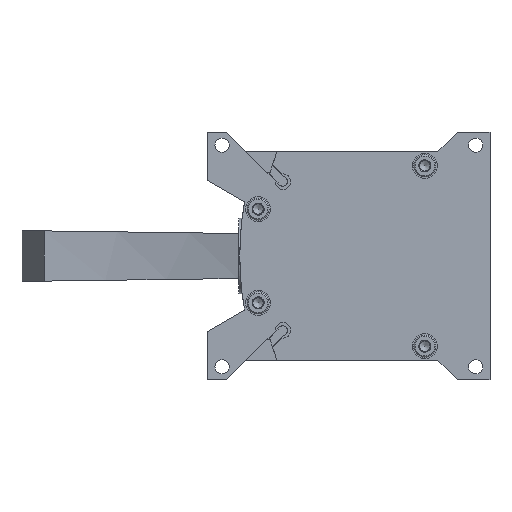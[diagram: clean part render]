
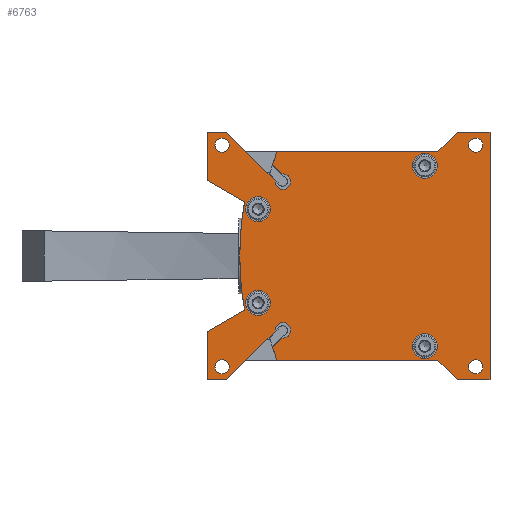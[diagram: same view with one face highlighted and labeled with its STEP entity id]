
A CAD part, front view. The second image highlights one B-rep face of the part: STEP entity #6763.
In plain terms, the highlighted planar face has unit normal (0, -1, 0).
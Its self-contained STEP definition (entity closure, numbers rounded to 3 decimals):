
#79=PLANE('',#7295);
#386=LINE('',#10261,#958);
#389=LINE('',#10267,#961);
#392=LINE('',#10273,#964);
#395=LINE('',#10279,#967);
#399=LINE('',#10291,#971);
#403=LINE('',#10303,#975);
#406=LINE('',#10309,#978);
#409=LINE('',#10315,#981);
#435=LINE('',#10389,#1007);
#438=LINE('',#10395,#1010);
#441=LINE('',#10401,#1013);
#444=LINE('',#10407,#1016);
#448=LINE('',#10419,#1020);
#452=LINE('',#10431,#1024);
#455=LINE('',#10437,#1027);
#458=LINE('',#10443,#1030);
#461=LINE('',#10449,#1033);
#958=VECTOR('',#8062,1000.);
#961=VECTOR('',#8067,1000.);
#964=VECTOR('',#8072,1000.);
#967=VECTOR('',#8077,1000.);
#971=VECTOR('',#8089,1000.);
#975=VECTOR('',#8101,1000.);
#978=VECTOR('',#8106,1000.);
#981=VECTOR('',#8111,1000.);
#1007=VECTOR('',#8161,1000.);
#1010=VECTOR('',#8166,1000.);
#1013=VECTOR('',#8171,1000.);
#1016=VECTOR('',#8176,1000.);
#1020=VECTOR('',#8188,1000.);
#1024=VECTOR('',#8200,1000.);
#1027=VECTOR('',#8205,1000.);
#1030=VECTOR('',#8210,1000.);
#1033=VECTOR('',#8215,1000.);
#1524=CIRCLE('',#7183,120.);
#1553=CIRCLE('',#7239,120.);
#1555=CIRCLE('',#7246,3.);
#1557=CIRCLE('',#7250,113.);
#1570=CIRCLE('',#7271,113.);
#1572=CIRCLE('',#7275,3.);
#1575=CIRCLE('',#7283,2.75);
#1577=CIRCLE('',#7286,2.75);
#1579=CIRCLE('',#7289,2.75);
#1581=CIRCLE('',#7292,2.75);
#1583=CIRCLE('',#7296,4.75);
#1584=CIRCLE('',#7297,4.75);
#1585=CIRCLE('',#7298,4.75);
#1586=CIRCLE('',#7299,4.75);
#2054=ORIENTED_EDGE('',*,*,#3957,.F.);
#2055=ORIENTED_EDGE('',*,*,#3958,.F.);
#2056=ORIENTED_EDGE('',*,*,#3959,.F.);
#2057=ORIENTED_EDGE('',*,*,#3960,.F.);
#2058=ORIENTED_EDGE('',*,*,#3849,.F.);
#2059=ORIENTED_EDGE('',*,*,#3788,.F.);
#2060=ORIENTED_EDGE('',*,*,#3946,.F.);
#2061=ORIENTED_EDGE('',*,*,#3943,.F.);
#2062=ORIENTED_EDGE('',*,*,#3940,.F.);
#2063=ORIENTED_EDGE('',*,*,#3937,.F.);
#2064=ORIENTED_EDGE('',*,*,#3934,.T.);
#2065=ORIENTED_EDGE('',*,*,#3931,.F.);
#2066=ORIENTED_EDGE('',*,*,#3928,.F.);
#2067=ORIENTED_EDGE('',*,*,#3925,.F.);
#2068=ORIENTED_EDGE('',*,*,#3922,.F.);
#2069=ORIENTED_EDGE('',*,*,#3919,.F.);
#2070=ORIENTED_EDGE('',*,*,#3916,.F.);
#2071=ORIENTED_EDGE('',*,*,#3879,.F.);
#2072=ORIENTED_EDGE('',*,*,#3876,.F.);
#2073=ORIENTED_EDGE('',*,*,#3873,.F.);
#2074=ORIENTED_EDGE('',*,*,#3870,.F.);
#2075=ORIENTED_EDGE('',*,*,#3867,.F.);
#2076=ORIENTED_EDGE('',*,*,#3864,.T.);
#2077=ORIENTED_EDGE('',*,*,#3861,.F.);
#2078=ORIENTED_EDGE('',*,*,#3858,.F.);
#2079=ORIENTED_EDGE('',*,*,#3855,.F.);
#2080=ORIENTED_EDGE('',*,*,#3852,.F.);
#2081=ORIENTED_EDGE('',*,*,#3955,.T.);
#2082=ORIENTED_EDGE('',*,*,#3953,.T.);
#2083=ORIENTED_EDGE('',*,*,#3951,.T.);
#2084=ORIENTED_EDGE('',*,*,#3949,.T.);
#3788=EDGE_CURVE('',#4764,#4762,#1524,.T.);
#3849=EDGE_CURVE('',#4762,#4800,#1553,.T.);
#3852=EDGE_CURVE('',#4800,#4802,#386,.T.);
#3855=EDGE_CURVE('',#4802,#4804,#389,.T.);
#3858=EDGE_CURVE('',#4804,#4806,#392,.T.);
#3861=EDGE_CURVE('',#4806,#4808,#395,.T.);
#3864=EDGE_CURVE('',#4810,#4808,#1555,.T.);
#3867=EDGE_CURVE('',#4810,#4812,#399,.T.);
#3870=EDGE_CURVE('',#4812,#4814,#1557,.T.);
#3873=EDGE_CURVE('',#4814,#4816,#403,.T.);
#3876=EDGE_CURVE('',#4816,#4818,#406,.T.);
#3879=EDGE_CURVE('',#4818,#4820,#409,.T.);
#3916=EDGE_CURVE('',#4820,#4856,#435,.T.);
#3919=EDGE_CURVE('',#4856,#4858,#438,.T.);
#3922=EDGE_CURVE('',#4858,#4860,#441,.T.);
#3925=EDGE_CURVE('',#4860,#4862,#444,.T.);
#3928=EDGE_CURVE('',#4862,#4864,#1570,.T.);
#3931=EDGE_CURVE('',#4864,#4866,#448,.T.);
#3934=EDGE_CURVE('',#4868,#4866,#1572,.T.);
#3937=EDGE_CURVE('',#4868,#4870,#452,.T.);
#3940=EDGE_CURVE('',#4870,#4872,#455,.T.);
#3943=EDGE_CURVE('',#4872,#4874,#458,.T.);
#3946=EDGE_CURVE('',#4874,#4764,#461,.T.);
#3949=EDGE_CURVE('',#4877,#4877,#1575,.T.);
#3951=EDGE_CURVE('',#4879,#4879,#1577,.T.);
#3953=EDGE_CURVE('',#4881,#4881,#1579,.T.);
#3955=EDGE_CURVE('',#4883,#4883,#1581,.T.);
#3957=EDGE_CURVE('',#4885,#4885,#1583,.T.);
#3958=EDGE_CURVE('',#4886,#4886,#1584,.T.);
#3959=EDGE_CURVE('',#4887,#4887,#1585,.T.);
#3960=EDGE_CURVE('',#4888,#4888,#1586,.T.);
#4762=VERTEX_POINT('',#10023);
#4764=VERTEX_POINT('',#10027);
#4800=VERTEX_POINT('',#10256);
#4802=VERTEX_POINT('',#10262);
#4804=VERTEX_POINT('',#10268);
#4806=VERTEX_POINT('',#10274);
#4808=VERTEX_POINT('',#10280);
#4810=VERTEX_POINT('',#10286);
#4812=VERTEX_POINT('',#10292);
#4814=VERTEX_POINT('',#10298);
#4816=VERTEX_POINT('',#10304);
#4818=VERTEX_POINT('',#10310);
#4820=VERTEX_POINT('',#10316);
#4856=VERTEX_POINT('',#10390);
#4858=VERTEX_POINT('',#10396);
#4860=VERTEX_POINT('',#10402);
#4862=VERTEX_POINT('',#10408);
#4864=VERTEX_POINT('',#10414);
#4866=VERTEX_POINT('',#10420);
#4868=VERTEX_POINT('',#10426);
#4870=VERTEX_POINT('',#10432);
#4872=VERTEX_POINT('',#10438);
#4874=VERTEX_POINT('',#10444);
#4877=VERTEX_POINT('',#10455);
#4879=VERTEX_POINT('',#10460);
#4881=VERTEX_POINT('',#10465);
#4883=VERTEX_POINT('',#10470);
#4885=VERTEX_POINT('',#10476);
#4886=VERTEX_POINT('',#10478);
#4887=VERTEX_POINT('',#10480);
#4888=VERTEX_POINT('',#10482);
#5573=EDGE_LOOP('',(#2054));
#5574=EDGE_LOOP('',(#2055));
#5575=EDGE_LOOP('',(#2056));
#5576=EDGE_LOOP('',(#2057));
#5577=EDGE_LOOP('',(#2058,#2059,#2060,#2061,#2062,#2063,#2064,#2065,#2066,
#2067,#2068,#2069,#2070,#2071,#2072,#2073,#2074,#2075,#2076,#2077,#2078,
#2079,#2080));
#5578=EDGE_LOOP('',(#2081));
#5579=EDGE_LOOP('',(#2082));
#5580=EDGE_LOOP('',(#2083));
#5581=EDGE_LOOP('',(#2084));
#6125=FACE_BOUND('',#5573,.T.);
#6126=FACE_BOUND('',#5574,.T.);
#6127=FACE_BOUND('',#5575,.T.);
#6128=FACE_BOUND('',#5576,.T.);
#6129=FACE_BOUND('',#5577,.T.);
#6130=FACE_BOUND('',#5578,.T.);
#6131=FACE_BOUND('',#5579,.T.);
#6132=FACE_BOUND('',#5580,.T.);
#6133=FACE_BOUND('',#5581,.T.);
#6763=ADVANCED_FACE('',(#6125,#6126,#6127,#6128,#6129,#6130,#6131,#6132,
#6133),#79,.F.);
#7183=AXIS2_PLACEMENT_3D('',#10028,#7938,#7939);
#7239=AXIS2_PLACEMENT_3D('',#10255,#8055,#8056);
#7246=AXIS2_PLACEMENT_3D('',#10285,#8082,#8083);
#7250=AXIS2_PLACEMENT_3D('',#10297,#8094,#8095);
#7271=AXIS2_PLACEMENT_3D('',#10413,#8181,#8182);
#7275=AXIS2_PLACEMENT_3D('',#10425,#8193,#8194);
#7283=AXIS2_PLACEMENT_3D('',#10454,#8221,#8222);
#7286=AXIS2_PLACEMENT_3D('',#10459,#8227,#8228);
#7289=AXIS2_PLACEMENT_3D('',#10464,#8233,#8234);
#7292=AXIS2_PLACEMENT_3D('',#10469,#8239,#8240);
#7295=AXIS2_PLACEMENT_3D('',#10474,#8245,#8246);
#7296=AXIS2_PLACEMENT_3D('',#10475,#8247,#8248);
#7297=AXIS2_PLACEMENT_3D('',#10477,#8249,#8250);
#7298=AXIS2_PLACEMENT_3D('',#10479,#8251,#8252);
#7299=AXIS2_PLACEMENT_3D('',#10481,#8253,#8254);
#7938=DIRECTION('',(0.,1.,0.));
#7939=DIRECTION('',(1.,0.,0.));
#8055=DIRECTION('',(0.,1.,0.));
#8056=DIRECTION('',(1.,0.,0.));
#8062=DIRECTION('',(-0.866,0.,0.5));
#8067=DIRECTION('',(0.,0.,1.));
#8072=DIRECTION('',(1.,0.,0.));
#8077=DIRECTION('',(0.707,0.,-0.707));
#8082=DIRECTION('',(0.,1.,0.));
#8083=DIRECTION('',(1.,0.,0.));
#8089=DIRECTION('',(-0.707,0.,0.707));
#8094=DIRECTION('',(0.,1.,0.));
#8095=DIRECTION('',(1.,0.,0.));
#8101=DIRECTION('',(1.,0.,0.));
#8106=DIRECTION('',(0.707,0.,0.707));
#8111=DIRECTION('',(1.,0.,0.));
#8161=DIRECTION('',(0.,0.,-1.));
#8166=DIRECTION('',(-1.,0.,0.));
#8171=DIRECTION('',(-0.707,0.,0.707));
#8176=DIRECTION('',(-1.,0.,0.));
#8181=DIRECTION('',(0.,1.,0.));
#8182=DIRECTION('',(1.,0.,0.));
#8188=DIRECTION('',(0.707,0.,0.707));
#8193=DIRECTION('',(0.,1.,0.));
#8194=DIRECTION('',(1.,0.,0.));
#8200=DIRECTION('',(-0.707,0.,-0.707));
#8205=DIRECTION('',(-1.,0.,0.));
#8210=DIRECTION('',(0.,0.,1.));
#8215=DIRECTION('',(0.866,0.,0.5));
#8221=DIRECTION('',(0.,1.,0.));
#8222=DIRECTION('',(1.,0.,0.));
#8227=DIRECTION('',(0.,1.,0.));
#8228=DIRECTION('',(1.,0.,0.));
#8233=DIRECTION('',(0.,1.,0.));
#8234=DIRECTION('',(1.,0.,0.));
#8239=DIRECTION('',(0.,1.,0.));
#8240=DIRECTION('',(1.,0.,0.));
#8245=DIRECTION('',(0.,1.,0.));
#8246=DIRECTION('',(0.,0.,1.));
#8247=DIRECTION('',(0.,-1.,0.));
#8248=DIRECTION('',(0.,0.,-1.));
#8249=DIRECTION('',(0.,-1.,0.));
#8250=DIRECTION('',(0.,0.,-1.));
#8251=DIRECTION('',(0.,-1.,0.));
#8252=DIRECTION('',(0.,0.,-1.));
#8253=DIRECTION('',(0.,-1.,0.));
#8254=DIRECTION('',(0.,0.,-1.));
#10023=CARTESIAN_POINT('',(-45.,0.,0.));
#10027=CARTESIAN_POINT('',(-43.192,0.,-20.75));
#10028=CARTESIAN_POINT('',(75.,0.,0.));
#10255=CARTESIAN_POINT('',(75.,0.,0.));
#10256=CARTESIAN_POINT('',(-43.192,0.,20.75));
#10261=CARTESIAN_POINT('',(-43.192,0.,20.75));
#10262=CARTESIAN_POINT('',(-57.5,0.,29.011));
#10267=CARTESIAN_POINT('',(-57.5,0.,29.011));
#10268=CARTESIAN_POINT('',(-57.5,0.,47.5));
#10273=CARTESIAN_POINT('',(-57.5,0.,47.5));
#10274=CARTESIAN_POINT('',(-50.116,0.,47.5));
#10279=CARTESIAN_POINT('',(-50.116,0.,47.5));
#10280=CARTESIAN_POINT('',(-31.478,0.,28.862));
#10285=CARTESIAN_POINT('',(-28.5,0.,28.5));
#10286=CARTESIAN_POINT('',(-28.862,0.,31.478));
#10291=CARTESIAN_POINT('',(-28.862,0.,31.478));
#10292=CARTESIAN_POINT('',(-32.428,0.,35.045));
#10297=CARTESIAN_POINT('',(75.,0.,0.));
#10298=CARTESIAN_POINT('',(-30.683,0.,40.));
#10303=CARTESIAN_POINT('',(-30.683,0.,40.));
#10304=CARTESIAN_POINT('',(31.,0.,40.));
#10309=CARTESIAN_POINT('',(31.,0.,40.));
#10310=CARTESIAN_POINT('',(38.5,0.,47.5));
#10315=CARTESIAN_POINT('',(38.5,0.,47.5));
#10316=CARTESIAN_POINT('',(51.,0.,47.5));
#10389=CARTESIAN_POINT('',(51.,0.,47.5));
#10390=CARTESIAN_POINT('',(51.,0.,-47.5));
#10395=CARTESIAN_POINT('',(51.,0.,-47.5));
#10396=CARTESIAN_POINT('',(38.5,0.,-47.5));
#10401=CARTESIAN_POINT('',(38.5,0.,-47.5));
#10402=CARTESIAN_POINT('',(31.,0.,-40.));
#10407=CARTESIAN_POINT('',(31.,0.,-40.));
#10408=CARTESIAN_POINT('',(-30.683,0.,-40.));
#10413=CARTESIAN_POINT('',(75.,0.,0.));
#10414=CARTESIAN_POINT('',(-32.428,0.,-35.045));
#10419=CARTESIAN_POINT('',(-32.428,0.,-35.045));
#10420=CARTESIAN_POINT('',(-28.862,0.,-31.478));
#10425=CARTESIAN_POINT('',(-28.5,0.,-28.5));
#10426=CARTESIAN_POINT('',(-31.478,0.,-28.862));
#10431=CARTESIAN_POINT('',(-31.478,0.,-28.862));
#10432=CARTESIAN_POINT('',(-50.116,0.,-47.5));
#10437=CARTESIAN_POINT('',(-50.116,0.,-47.5));
#10438=CARTESIAN_POINT('',(-57.5,0.,-47.5));
#10443=CARTESIAN_POINT('',(-57.5,0.,-47.5));
#10444=CARTESIAN_POINT('',(-57.5,0.,-29.011));
#10449=CARTESIAN_POINT('',(-57.5,0.,-29.011));
#10454=CARTESIAN_POINT('',(45.5,0.,-42.5));
#10455=CARTESIAN_POINT('',(48.25,0.,-42.5));
#10459=CARTESIAN_POINT('',(45.5,0.,42.5));
#10460=CARTESIAN_POINT('',(48.25,0.,42.5));
#10464=CARTESIAN_POINT('',(-51.8,0.,-42.5));
#10465=CARTESIAN_POINT('',(-49.05,0.,-42.5));
#10469=CARTESIAN_POINT('',(-51.8,0.,42.5));
#10470=CARTESIAN_POINT('',(-49.05,0.,42.5));
#10474=CARTESIAN_POINT('',(-28.5,0.,28.5));
#10475=CARTESIAN_POINT('',(-38.,0.,18.));
#10476=CARTESIAN_POINT('',(-38.,0.,13.25));
#10477=CARTESIAN_POINT('',(-38.,0.,-18.));
#10478=CARTESIAN_POINT('',(-38.,0.,-22.75));
#10479=CARTESIAN_POINT('',(26.,0.,34.6));
#10480=CARTESIAN_POINT('',(26.,0.,29.85));
#10481=CARTESIAN_POINT('',(26.,0.,-34.6));
#10482=CARTESIAN_POINT('',(26.,0.,-39.35));
